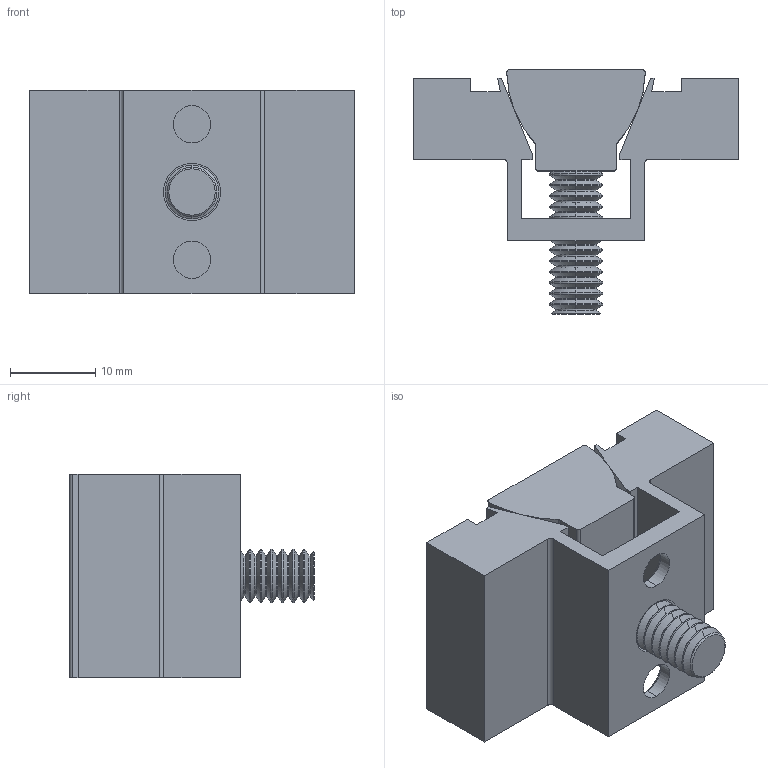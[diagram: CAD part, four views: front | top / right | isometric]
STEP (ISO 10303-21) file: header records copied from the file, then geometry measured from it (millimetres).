
FILE_DESCRIPTION (( 'STEP AP203' ), '1' );
FILE_NAME ('05-0446.STEP', '2023-06-05T18:35:11', ( '' ), ( '' ), 'SwSTEP 2.0', 'SolidWorks 2022', '' );
FILE_SCHEMA (( 'CONFIG_CONTROL_DESIGN' ));
Length unit declared in the file: inch
Products named in the file (4): SW3dPS-80080.step_60075; SW3dPS-80080.step_60320; SW3dPS-80080.step_250-20 CAP; 05-0446
Assembly tree (3 placements, depth 2):
  05-0446
    SW3dPS-80080.step_60075
    SW3dPS-80080.step_60320
    SW3dPS-80080.step_250-20 CAP
Bounding box: 38.1 x 28.7 x 23.88 mm (x, y, z)
Volume: 10521.7 mm3; surface area: 6999.5 mm2
Topology: 3 solids, 3 shells, 212 faces, 467 edges, 264 vertices
Faces by surface type: cylinder 91, cone 74, plane 45, torus 2
Entity records: 6147 total; most frequent: DIRECTION 1097, CARTESIAN_POINT 949, ORIENTED_EDGE 934, EDGE_CURVE 467, AXIS2_PLACEMENT_3D 412, LINE 273, VECTOR 273, VERTEX_POINT 264
